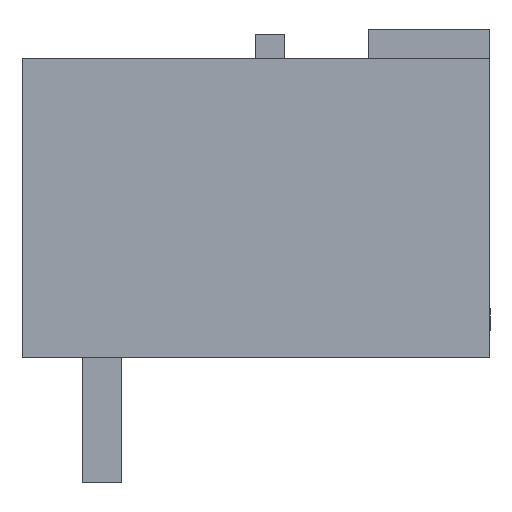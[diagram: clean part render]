
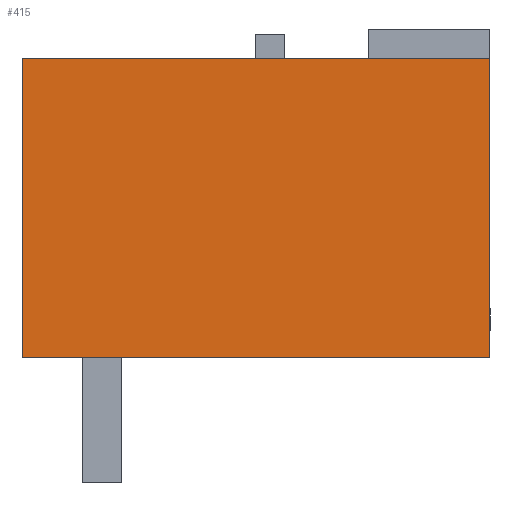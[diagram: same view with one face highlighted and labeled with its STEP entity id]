
A CAD part, left-side view. The second image highlights one B-rep face of the part: STEP entity #415.
In plain terms, the highlighted planar face has unit normal (-1, 0, 0).
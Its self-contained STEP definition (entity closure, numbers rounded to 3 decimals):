
#388=AXIS2_PLACEMENT_3D('Plane Axis2P3D',#385,#386,#387) ;
#200=CARTESIAN_POINT('Vertex',(0.,12.,10.88)) ;
#203=CARTESIAN_POINT('Line Origine',(0.,6.,10.88)) ;
#207=CARTESIAN_POINT('Vertex',(0.,0.,10.88)) ;
#385=CARTESIAN_POINT('Axis2P3D Location',(0.,0.,10.88)) ;
#390=CARTESIAN_POINT('Line Origine',(0.,6.,3.2)) ;
#394=CARTESIAN_POINT('Vertex',(0.,0.,3.2)) ;
#396=CARTESIAN_POINT('Vertex',(0.,12.,3.2)) ;
#399=CARTESIAN_POINT('Line Origine',(0.,0.,7.04)) ;
#404=CARTESIAN_POINT('Line Origine',(0.,12.,7.04)) ;
#204=DIRECTION('Vector Direction',(0.,1.,0.)) ;
#386=DIRECTION('Axis2P3D Direction',(1.,0.,0.)) ;
#387=DIRECTION('Axis2P3D XDirection',(0.,0.,-1.)) ;
#391=DIRECTION('Vector Direction',(0.,1.,0.)) ;
#400=DIRECTION('Vector Direction',(0.,0.,-1.)) ;
#405=DIRECTION('Vector Direction',(0.,0.,-1.)) ;
#205=VECTOR('Line Direction',#204,1.) ;
#392=VECTOR('Line Direction',#391,1.) ;
#401=VECTOR('Line Direction',#400,1.) ;
#406=VECTOR('Line Direction',#405,1.) ;
#410=ORIENTED_EDGE('',*,*,#398,.F.) ;
#411=ORIENTED_EDGE('',*,*,#403,.F.) ;
#412=ORIENTED_EDGE('',*,*,#209,.T.) ;
#413=ORIENTED_EDGE('',*,*,#408,.F.) ;
#415=ADVANCED_FACE('HOUSING',(#414),#389,.F.) ;
#209=EDGE_CURVE('',#208,#201,#206,.T.) ;
#398=EDGE_CURVE('',#395,#397,#393,.T.) ;
#403=EDGE_CURVE('',#208,#395,#402,.T.) ;
#408=EDGE_CURVE('',#397,#201,#407,.F.) ;
#409=EDGE_LOOP('',(#410,#411,#412,#413)) ;
#414=FACE_OUTER_BOUND('',#409,.T.) ;
#206=LINE('Line',#203,#205) ;
#393=LINE('Line',#390,#392) ;
#402=LINE('Line',#399,#401) ;
#407=LINE('Line',#404,#406) ;
#389=PLANE('',#388) ;
#201=VERTEX_POINT('',#200) ;
#208=VERTEX_POINT('',#207) ;
#395=VERTEX_POINT('',#394) ;
#397=VERTEX_POINT('',#396) ;
